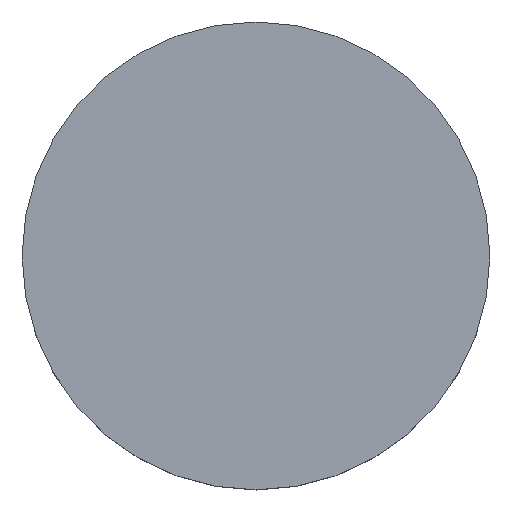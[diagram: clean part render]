
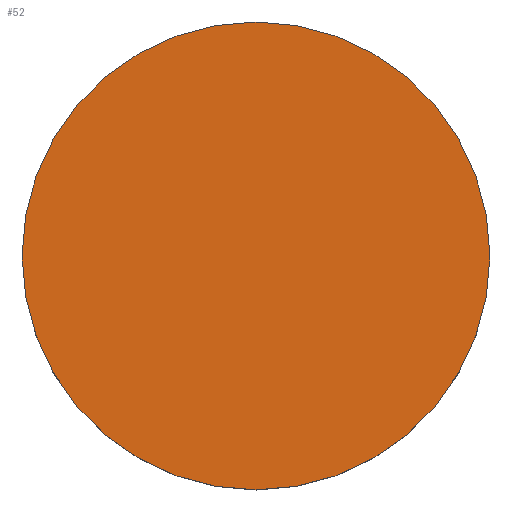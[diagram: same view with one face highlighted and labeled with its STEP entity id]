
A CAD part, top view. The second image highlights one B-rep face of the part: STEP entity #52.
In plain terms, the highlighted planar face has unit normal (0, 0, 1).
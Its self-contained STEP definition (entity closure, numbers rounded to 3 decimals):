
#4 = PLANE ( 'NONE',  #8 ) ;
#8 = AXIS2_PLACEMENT_3D ( 'NONE', #41, #185, #73 ) ;
#11 = CARTESIAN_POINT ( 'NONE',  ( 0., -6.35, 3. ) ) ;
#41 = CARTESIAN_POINT ( 'NONE',  ( 0., 13.158, 3. ) ) ;
#52 = ADVANCED_FACE ( 'NONE', ( #215 ), #4, .T. ) ;
#60 = DIRECTION ( 'NONE',  ( 0., 0., -1. ) ) ;
#73 = DIRECTION ( 'NONE',  ( 1., 0., 0. ) ) ;
#77 = CARTESIAN_POINT ( 'NONE',  ( 0., 0., 3. ) ) ;
#81 = CIRCLE ( 'NONE', #163, 6.35 ) ;
#88 = VERTEX_POINT ( 'NONE', #125 ) ;
#97 = ORIENTED_EDGE ( 'NONE', *, *, #166, .F. ) ;
#107 = CARTESIAN_POINT ( 'NONE',  ( 0., 0., 3. ) ) ;
#113 = EDGE_CURVE ( 'NONE', #197, #88, #209, .T. ) ;
#125 = CARTESIAN_POINT ( 'NONE',  ( 0., 6.35, 3. ) ) ;
#134 = AXIS2_PLACEMENT_3D ( 'NONE', #77, #156, #158 ) ;
#135 = EDGE_LOOP ( 'NONE', ( #202, #97 ) ) ;
#156 = DIRECTION ( 'NONE',  ( 0., 0., -1. ) ) ;
#158 = DIRECTION ( 'NONE',  ( 0., -1., 0. ) ) ;
#163 = AXIS2_PLACEMENT_3D ( 'NONE', #107, #60, #171 ) ;
#166 = EDGE_CURVE ( 'NONE', #88, #197, #81, .T. ) ;
#171 = DIRECTION ( 'NONE',  ( 0., -1., 0. ) ) ;
#185 = DIRECTION ( 'NONE',  ( 0., 0., 1. ) ) ;
#197 = VERTEX_POINT ( 'NONE', #11 ) ;
#202 = ORIENTED_EDGE ( 'NONE', *, *, #113, .F. ) ;
#209 = CIRCLE ( 'NONE', #134, 6.35 ) ;
#215 = FACE_OUTER_BOUND ( 'NONE', #135, .T. ) ;
